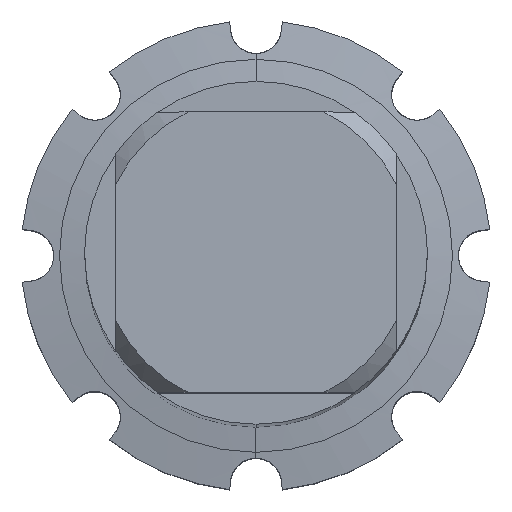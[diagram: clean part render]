
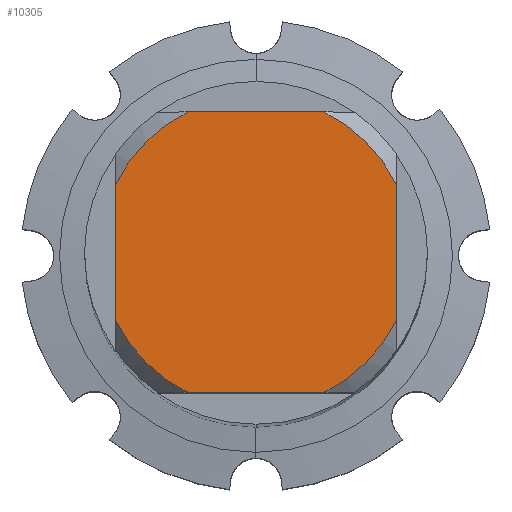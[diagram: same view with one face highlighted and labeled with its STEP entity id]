
A CAD part, top view. The second image highlights one B-rep face of the part: STEP entity #10305.
In plain terms, the highlighted planar face has unit normal (0, 0, 1).
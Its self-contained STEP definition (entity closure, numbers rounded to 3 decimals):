
#3655=EDGE_CURVE('',#5905,#3767,#10546,.T.);
#3731=EDGE_CURVE('',#7509,#5783,#10625,.T.);
#3767=VERTEX_POINT('',#10666);
#4855=EDGE_CURVE('',#4989,#9353,#11850,.T.);
#4935=EDGE_CURVE('',#9613,#7653,#11934,.T.);
#4989=VERTEX_POINT('',#11996);
#5783=VERTEX_POINT('',#12856);
#5905=VERTEX_POINT('',#12984);
#6063=EDGE_CURVE('',#5905,#9353,#13157,.T.);
#6585=EDGE_CURVE('',#9613,#3767,#13718,.T.);
#7133=EDGE_CURVE('',#7509,#7653,#14304,.T.);
#7509=VERTEX_POINT('',#14712);
#7653=VERTEX_POINT('',#14865);
#9087=EDGE_CURVE('',#4989,#5783,#16428,.T.);
#9353=VERTEX_POINT('',#16721);
#9613=VERTEX_POINT('',#17009);
#10305=ADVANCED_FACE('',(#17756),#17757,.T.);
#10546=LINE('',#18183,#18184);
#10625=LINE('',#18307,#18308);
#10666=CARTESIAN_POINT('',(-9.0,-4.359,0.0));
#11850=LINE('',#20514,#20515);
#11934=LINE('',#20668,#20669);
#11996=CARTESIAN_POINT('',(4.359,9.0,0.0));
#12856=CARTESIAN_POINT('',(9.0,4.359,0.0));
#12984=CARTESIAN_POINT('',(-9.0,4.359,0.0));
#13157=CIRCLE('',#22918,10.0);
#13718=CIRCLE('',#23972,10.0);
#14304=CIRCLE('',#25119,10.0);
#14712=CARTESIAN_POINT('',(9.0,-4.359,0.0));
#14865=CARTESIAN_POINT('',(4.359,-9.0,0.0));
#16428=CIRCLE('',#29128,10.0);
#16721=CARTESIAN_POINT('',(-4.359,9.0,0.0));
#17009=CARTESIAN_POINT('',(-4.359,-9.0,0.0));
#17756=FACE_OUTER_BOUND('',#31464,.T.);
#17757=PLANE('',#31465);
#18183=CARTESIAN_POINT('',(-9.0,2.5,0.0));
#18184=VECTOR('',#31675,1.0);
#18307=CARTESIAN_POINT('',(9.0,2.5,0.0));
#18308=VECTOR('',#31737,1.0);
#20514=CARTESIAN_POINT('',(0.0,9.0,0.0));
#20515=VECTOR('',#33074,1.0);
#20668=CARTESIAN_POINT('',(0.0,-9.0,0.0));
#20669=VECTOR('',#33142,1.0);
#22918=AXIS2_PLACEMENT_3D('',#34400,#34401,#34402);
#23972=AXIS2_PLACEMENT_3D('',#34973,#34974,#34975);
#25119=AXIS2_PLACEMENT_3D('',#35557,#35558,#35559);
#29128=AXIS2_PLACEMENT_3D('',#37926,#37927,#37928);
#31464=EDGE_LOOP('',(#39348,#39349,#39350,#39351,#39352,#39353,#39354,#39355));
#31465=AXIS2_PLACEMENT_3D('',#39356,#39357,#39358);
#31675=DIRECTION('',(-0.0,-1.0,0.0));
#31737=DIRECTION('',(-0.0,1.0,0.0));
#33074=DIRECTION('',(-1.0,0.0,0.0));
#33142=DIRECTION('',(1.0,0.0,0.0));
#34400=CARTESIAN_POINT('',(0.0,0.0,0.0));
#34401=DIRECTION('',(0.0,0.0,-1.0));
#34402=DIRECTION('',(0.0,1.0,0.0));
#34973=CARTESIAN_POINT('',(0.0,0.0,0.0));
#34974=DIRECTION('',(0.0,0.0,-1.0));
#34975=DIRECTION('',(0.0,1.0,0.0));
#35557=CARTESIAN_POINT('',(0.0,0.0,0.0));
#35558=DIRECTION('',(0.0,0.0,-1.0));
#35559=DIRECTION('',(0.0,1.0,0.0));
#37926=CARTESIAN_POINT('',(0.0,0.0,0.0));
#37927=DIRECTION('',(0.0,0.0,-1.0));
#37928=DIRECTION('',(0.0,1.0,0.0));
#39348=ORIENTED_EDGE('',*,*,#3655,.T.);
#39349=ORIENTED_EDGE('',*,*,#6585,.F.);
#39350=ORIENTED_EDGE('',*,*,#4935,.T.);
#39351=ORIENTED_EDGE('',*,*,#7133,.F.);
#39352=ORIENTED_EDGE('',*,*,#3731,.T.);
#39353=ORIENTED_EDGE('',*,*,#9087,.F.);
#39354=ORIENTED_EDGE('',*,*,#4855,.T.);
#39355=ORIENTED_EDGE('',*,*,#6063,.F.);
#39356=CARTESIAN_POINT('',(0.0,5.0,0.0));
#39357=DIRECTION('',(-0.0,0.0,1.0));
#39358=DIRECTION('',(0.0,-1.0,0.0));
